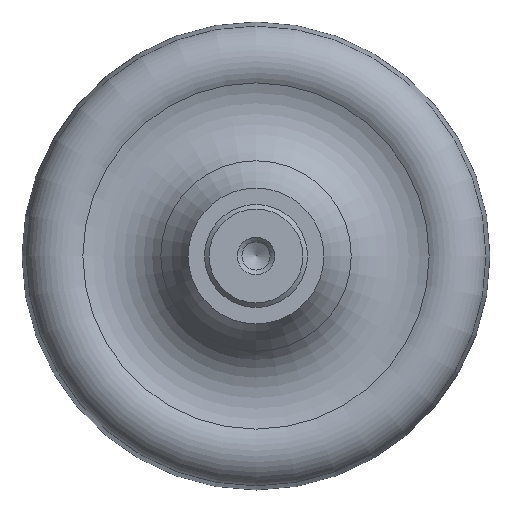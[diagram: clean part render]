
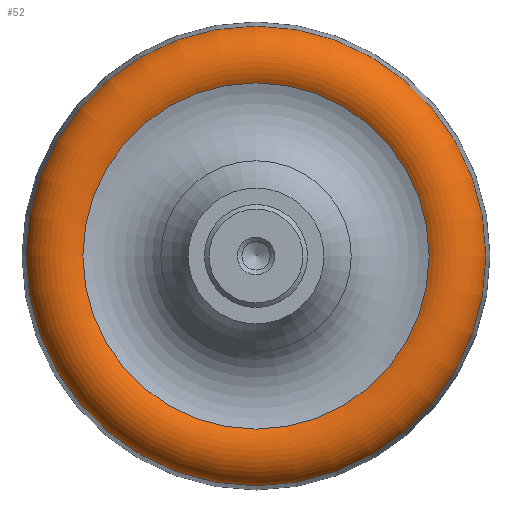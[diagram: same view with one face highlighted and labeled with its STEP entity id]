
A CAD part, left-side view. The second image highlights one B-rep face of the part: STEP entity #52.
In plain terms, the highlighted toroidal (fillet/blend) face has major radius 41.5 mm and minor radius 8 mm.
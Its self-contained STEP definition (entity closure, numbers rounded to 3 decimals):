
#52 = ADVANCED_FACE( '', ( #114, #115 ), #116, .T. );
#114 = FACE_OUTER_BOUND( '', #227, .T. );
#115 = FACE_OUTER_BOUND( '', #228, .T. );
#116 = TOROIDAL_SURFACE( '', #229, 41.5, 8. );
#227 = EDGE_LOOP( '', ( #307 ) );
#228 = EDGE_LOOP( '', ( #308 ) );
#229 = AXIS2_PLACEMENT_3D( '', #309, #310, #311 );
#307 = ORIENTED_EDGE( '', *, *, #399, .T. );
#308 = ORIENTED_EDGE( '', *, *, #400, .F. );
#309 = CARTESIAN_POINT( '', ( 28., 0., 0. ) );
#310 = DIRECTION( '', ( 1., 0., 0. ) );
#311 = DIRECTION( '', ( 0., 0., -1. ) );
#399 = EDGE_CURVE( '', #442, #442, #443, .T. );
#400 = EDGE_CURVE( '', #444, #444, #445, .T. );
#442 = VERTEX_POINT( '', #494 );
#443 = CIRCLE( '', #495, 36.966 );
#444 = VERTEX_POINT( '', #496 );
#445 = CIRCLE( '', #497, 49.086 );
#494 = CARTESIAN_POINT( '', ( 21.409, 0., -36.966 ) );
#495 = AXIS2_PLACEMENT_3D( '', #547, #548, #549 );
#496 = CARTESIAN_POINT( '', ( 25.46, 0., -49.086 ) );
#497 = AXIS2_PLACEMENT_3D( '', #550, #551, #552 );
#547 = CARTESIAN_POINT( '', ( 21.409, 0., 0. ) );
#548 = DIRECTION( '', ( 1., 0., 0. ) );
#549 = DIRECTION( '', ( 0., 0., -1. ) );
#550 = CARTESIAN_POINT( '', ( 25.46, 0., 0. ) );
#551 = DIRECTION( '', ( 1., 0., 0. ) );
#552 = DIRECTION( '', ( 0., 0., -1. ) );
